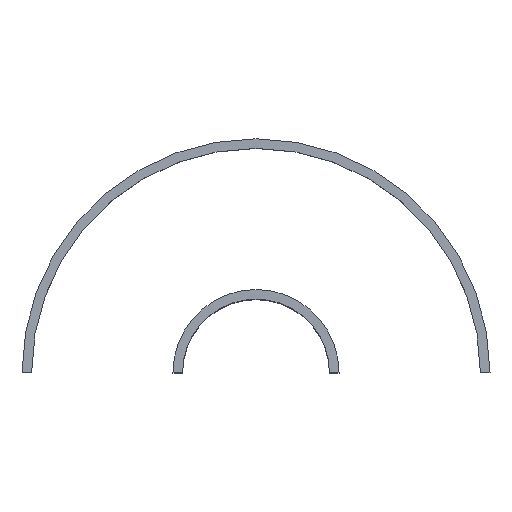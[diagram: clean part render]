
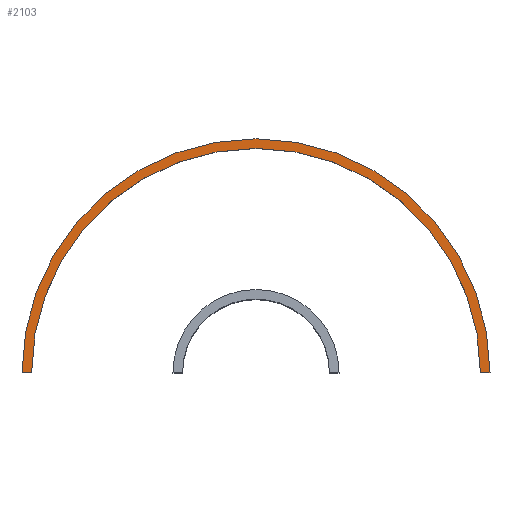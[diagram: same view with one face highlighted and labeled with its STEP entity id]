
A CAD part, top view. The second image highlights one B-rep face of the part: STEP entity #2103.
In plain terms, the highlighted planar face has unit normal (0, 0, 1).
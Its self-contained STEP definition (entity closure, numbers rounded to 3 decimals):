
#2103 = ADVANCED_FACE('',(#2104),#2119,.T.);
#2104 = FACE_BOUND('',#2105,.T.);
#2105 = EDGE_LOOP('',(#2106,#2142,#2181,#2210));
#2106 = ORIENTED_EDGE('',*,*,#2107,.T.);
#2107 = EDGE_CURVE('',#2108,#2110,#2112,.T.);
#2108 = VERTEX_POINT('',#2109);
#2109 = CARTESIAN_POINT('',(7.323,0.,1.15));
#2110 = VERTEX_POINT('',#2111);
#2111 = CARTESIAN_POINT('',(-7.323,0.,1.15));
#2112 = SURFACE_CURVE('',#2113,(#2118,#2130),.PCURVE_S1.);
#2113 = CIRCLE('',#2114,7.323);
#2114 = AXIS2_PLACEMENT_3D('',#2115,#2116,#2117);
#2115 = CARTESIAN_POINT('',(0.,0.,1.15));
#2116 = DIRECTION('',(0.,0.,1.));
#2117 = DIRECTION('',(1.,0.,-0.));
#2118 = PCURVE('',#2119,#2124);
#2119 = PLANE('',#2120);
#2120 = AXIS2_PLACEMENT_3D('',#2121,#2122,#2123);
#2121 = CARTESIAN_POINT('',(0.,0.,1.15));
#2122 = DIRECTION('',(0.,0.,1.));
#2123 = DIRECTION('',(1.,0.,-0.));
#2124 = DEFINITIONAL_REPRESENTATION('',(#2125),#2129);
#2125 = CIRCLE('',#2126,7.323);
#2126 = AXIS2_PLACEMENT_2D('',#2127,#2128);
#2127 = CARTESIAN_POINT('',(0.,0.));
#2128 = DIRECTION('',(1.,0.));
#2129 = ( GEOMETRIC_REPRESENTATION_CONTEXT(2) 
PARAMETRIC_REPRESENTATION_CONTEXT() REPRESENTATION_CONTEXT('2D SPACE',''
  ) );
#2130 = PCURVE('',#2131,#2136);
#2131 = CYLINDRICAL_SURFACE('',#2132,7.323);
#2132 = AXIS2_PLACEMENT_3D('',#2133,#2134,#2135);
#2133 = CARTESIAN_POINT('',(0.,0.,0.85));
#2134 = DIRECTION('',(0.,0.,1.));
#2135 = DIRECTION('',(1.,0.,-0.));
#2136 = DEFINITIONAL_REPRESENTATION('',(#2137),#2141);
#2137 = LINE('',#2138,#2139);
#2138 = CARTESIAN_POINT('',(0.,0.3));
#2139 = VECTOR('',#2140,1.);
#2140 = DIRECTION('',(1.,0.));
#2141 = ( GEOMETRIC_REPRESENTATION_CONTEXT(2) 
PARAMETRIC_REPRESENTATION_CONTEXT() REPRESENTATION_CONTEXT('2D SPACE',''
  ) );
#2142 = ORIENTED_EDGE('',*,*,#2143,.T.);
#2143 = EDGE_CURVE('',#2110,#2144,#2146,.T.);
#2144 = VERTEX_POINT('',#2145);
#2145 = CARTESIAN_POINT('',(-7.023,0.,1.15));
#2146 = SURFACE_CURVE('',#2147,(#2151,#2158),.PCURVE_S1.);
#2147 = LINE('',#2148,#2149);
#2148 = CARTESIAN_POINT('',(-7.323,0.,1.15));
#2149 = VECTOR('',#2150,1.);
#2150 = DIRECTION('',(1.,0.,0.));
#2151 = PCURVE('',#2119,#2152);
#2152 = DEFINITIONAL_REPRESENTATION('',(#2153),#2157);
#2153 = LINE('',#2154,#2155);
#2154 = CARTESIAN_POINT('',(-7.323,0.));
#2155 = VECTOR('',#2156,1.);
#2156 = DIRECTION('',(1.,0.));
#2157 = ( GEOMETRIC_REPRESENTATION_CONTEXT(2) 
PARAMETRIC_REPRESENTATION_CONTEXT() REPRESENTATION_CONTEXT('2D SPACE',''
  ) );
#2158 = PCURVE('',#2159,#2176);
#2159 = B_SPLINE_SURFACE_WITH_KNOTS('',3,3,(
    (#2160,#2161,#2162,#2163)
    ,(#2164,#2165,#2166,#2167)
    ,(#2168,#2169,#2170,#2171)
    ,(#2172,#2173,#2174,#2175
    )),.UNSPECIFIED.,.F.,.F.,.F.,(4,4),(4,4),(-0.165,
    0.165),(-0.165,0.165),
  .PIECEWISE_BEZIER_KNOTS.);
#2160 = CARTESIAN_POINT('',(-7.007,0.,
    0.835));
#2161 = CARTESIAN_POINT('',(-7.008,0.,
    0.945));
#2162 = CARTESIAN_POINT('',(-7.008,0.,
    1.056));
#2163 = CARTESIAN_POINT('',(-7.008,0.,
    1.166));
#2164 = CARTESIAN_POINT('',(-7.118,0.,
    0.835));
#2165 = CARTESIAN_POINT('',(-7.118,0.,
    0.945));
#2166 = CARTESIAN_POINT('',(-7.118,0.,
    1.055));
#2167 = CARTESIAN_POINT('',(-7.118,0.,
    1.166));
#2168 = CARTESIAN_POINT('',(-7.228,0.,
    0.834));
#2169 = CARTESIAN_POINT('',(-7.228,0.,
    0.945));
#2170 = CARTESIAN_POINT('',(-7.228,0.,
    1.055));
#2171 = CARTESIAN_POINT('',(-7.229,0.,
    1.165));
#2172 = CARTESIAN_POINT('',(-7.338,0.,
    0.834));
#2173 = CARTESIAN_POINT('',(-7.338,0.,
    0.944));
#2174 = CARTESIAN_POINT('',(-7.339,0.,
    1.055));
#2175 = CARTESIAN_POINT('',(-7.339,0.,
    1.165));
#2176 = DEFINITIONAL_REPRESENTATION('',(#2177),#2180);
#2177 = B_SPLINE_CURVE_WITH_KNOTS('',1,(#2178,#2179),.UNSPECIFIED.,.F.,
  .F.,(2,2),(0.,0.3),.PIECEWISE_BEZIER_KNOTS.);
#2178 = CARTESIAN_POINT('',(0.15,0.15));
#2179 = CARTESIAN_POINT('',(-0.15,0.15));
#2180 = ( GEOMETRIC_REPRESENTATION_CONTEXT(2) 
PARAMETRIC_REPRESENTATION_CONTEXT() REPRESENTATION_CONTEXT('2D SPACE',''
  ) );
#2181 = ORIENTED_EDGE('',*,*,#2182,.F.);
#2182 = EDGE_CURVE('',#2183,#2144,#2185,.T.);
#2183 = VERTEX_POINT('',#2184);
#2184 = CARTESIAN_POINT('',(7.023,0.,1.15));
#2185 = SURFACE_CURVE('',#2186,(#2191,#2198),.PCURVE_S1.);
#2186 = CIRCLE('',#2187,7.023);
#2187 = AXIS2_PLACEMENT_3D('',#2188,#2189,#2190);
#2188 = CARTESIAN_POINT('',(0.,0.,1.15));
#2189 = DIRECTION('',(0.,0.,1.));
#2190 = DIRECTION('',(1.,0.,-0.));
#2191 = PCURVE('',#2119,#2192);
#2192 = DEFINITIONAL_REPRESENTATION('',(#2193),#2197);
#2193 = CIRCLE('',#2194,7.023);
#2194 = AXIS2_PLACEMENT_2D('',#2195,#2196);
#2195 = CARTESIAN_POINT('',(0.,0.));
#2196 = DIRECTION('',(1.,0.));
#2197 = ( GEOMETRIC_REPRESENTATION_CONTEXT(2) 
PARAMETRIC_REPRESENTATION_CONTEXT() REPRESENTATION_CONTEXT('2D SPACE',''
  ) );
#2198 = PCURVE('',#2199,#2204);
#2199 = CYLINDRICAL_SURFACE('',#2200,7.023);
#2200 = AXIS2_PLACEMENT_3D('',#2201,#2202,#2203);
#2201 = CARTESIAN_POINT('',(0.,0.,1.15));
#2202 = DIRECTION('',(-0.,-0.,-1.));
#2203 = DIRECTION('',(1.,0.,0.));
#2204 = DEFINITIONAL_REPRESENTATION('',(#2205),#2209);
#2205 = LINE('',#2206,#2207);
#2206 = CARTESIAN_POINT('',(6.283,0.));
#2207 = VECTOR('',#2208,1.);
#2208 = DIRECTION('',(-1.,0.));
#2209 = ( GEOMETRIC_REPRESENTATION_CONTEXT(2) 
PARAMETRIC_REPRESENTATION_CONTEXT() REPRESENTATION_CONTEXT('2D SPACE',''
  ) );
#2210 = ORIENTED_EDGE('',*,*,#2211,.F.);
#2211 = EDGE_CURVE('',#2108,#2183,#2212,.T.);
#2212 = SURFACE_CURVE('',#2213,(#2217,#2224),.PCURVE_S1.);
#2213 = LINE('',#2214,#2215);
#2214 = CARTESIAN_POINT('',(7.323,0.,1.15));
#2215 = VECTOR('',#2216,1.);
#2216 = DIRECTION('',(-1.,0.,0.));
#2217 = PCURVE('',#2119,#2218);
#2218 = DEFINITIONAL_REPRESENTATION('',(#2219),#2223);
#2219 = LINE('',#2220,#2221);
#2220 = CARTESIAN_POINT('',(7.323,0.));
#2221 = VECTOR('',#2222,1.);
#2222 = DIRECTION('',(-1.,0.));
#2223 = ( GEOMETRIC_REPRESENTATION_CONTEXT(2) 
PARAMETRIC_REPRESENTATION_CONTEXT() REPRESENTATION_CONTEXT('2D SPACE',''
  ) );
#2224 = PCURVE('',#2225,#2242);
#2225 = B_SPLINE_SURFACE_WITH_KNOTS('',3,3,(
    (#2226,#2227,#2228,#2229)
    ,(#2230,#2231,#2232,#2233)
    ,(#2234,#2235,#2236,#2237)
    ,(#2238,#2239,#2240,#2241
    )),.UNSPECIFIED.,.F.,.F.,.F.,(4,4),(4,4),(-0.165,
    0.165),(-0.165,0.165),
  .PIECEWISE_BEZIER_KNOTS.);
#2226 = CARTESIAN_POINT('',(7.007,0.,0.835));
#2227 = CARTESIAN_POINT('',(7.008,0.,0.945));
#2228 = CARTESIAN_POINT('',(7.008,0.,1.056));
#2229 = CARTESIAN_POINT('',(7.008,0.,1.166));
#2230 = CARTESIAN_POINT('',(7.118,0.,0.835));
#2231 = CARTESIAN_POINT('',(7.118,0.,0.945));
#2232 = CARTESIAN_POINT('',(7.118,0.,1.055));
#2233 = CARTESIAN_POINT('',(7.118,0.,1.166));
#2234 = CARTESIAN_POINT('',(7.228,0.,0.834));
#2235 = CARTESIAN_POINT('',(7.228,0.,0.945));
#2236 = CARTESIAN_POINT('',(7.228,0.,1.055));
#2237 = CARTESIAN_POINT('',(7.229,0.,1.165));
#2238 = CARTESIAN_POINT('',(7.338,0.,0.834));
#2239 = CARTESIAN_POINT('',(7.338,0.,0.944));
#2240 = CARTESIAN_POINT('',(7.339,0.,1.055));
#2241 = CARTESIAN_POINT('',(7.339,0.,1.165));
#2242 = DEFINITIONAL_REPRESENTATION('',(#2243),#2246);
#2243 = B_SPLINE_CURVE_WITH_KNOTS('',1,(#2244,#2245),.UNSPECIFIED.,.F.,
  .F.,(2,2),(0.,0.3),.PIECEWISE_BEZIER_KNOTS.);
#2244 = CARTESIAN_POINT('',(0.15,0.15));
#2245 = CARTESIAN_POINT('',(-0.15,0.15));
#2246 = ( GEOMETRIC_REPRESENTATION_CONTEXT(2) 
PARAMETRIC_REPRESENTATION_CONTEXT() REPRESENTATION_CONTEXT('2D SPACE',''
  ) );
